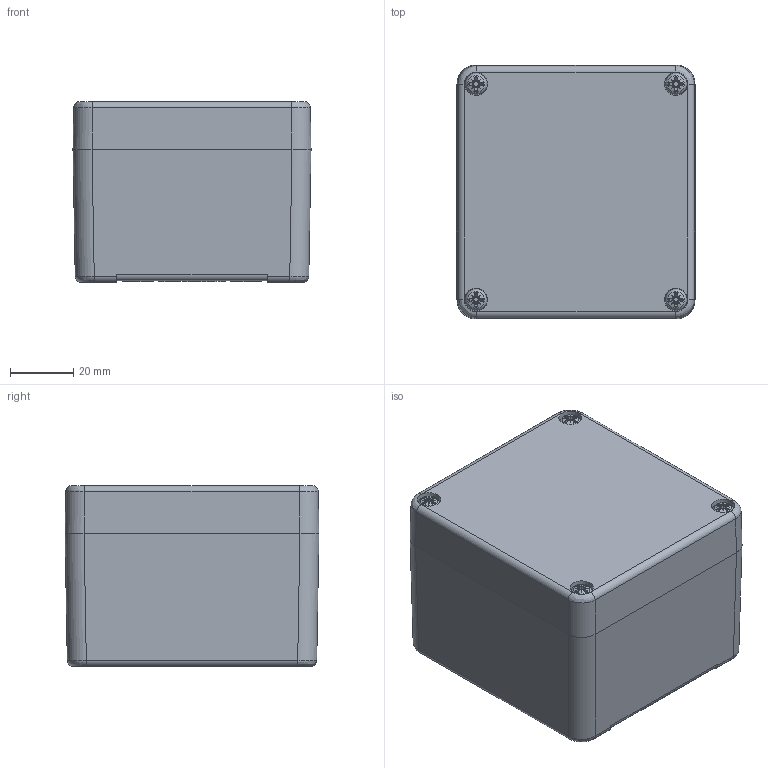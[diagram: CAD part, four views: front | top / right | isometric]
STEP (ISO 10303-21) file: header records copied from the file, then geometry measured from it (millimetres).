
FILE_DESCRIPTION((''),'2;1');
FILE_NAME('0101100900--MBA_708055_VE.stp','2014-11-11T13:11:42',('robin.rentz'),(''),'Autodesk Inventor 2012','Autodesk Inventor 2012','');
FILE_SCHEMA(('CONFIG_CONTROL_DESIGN'));
Length unit declared in the file: millimetre
Products named in the file (5): 0101100900--MBA_708055_VE; 0100100902--UT_708055_VE; 0100100901--OT_708055_VE; 1990000011 Schraube A2 BM4x20_11; xxx-O-Ring-MBA_708055
Assembly tree (7 placements, depth 2):
  0101100900--MBA_708055_VE
    0100100902--UT_708055_VE
    0100100901--OT_708055_VE
    1990000011 Schraube A2 BM4x20_11  x4
    xxx-O-Ring-MBA_708055
Bounding box: 75 x 80 x 57 mm (x, y, z)
Volume: 113563.5 mm3; surface area: 64427.9 mm2
Topology: 7 solids, 7 shells, 1230 faces, 3123 edges, 1982 vertices
Faces by surface type: plane 457, bspline 444, cylinder 149, torus 87, cone 83, sphere 10
Full cylindrical faces by diameter (mm): 3.242 x11, 3.3 x4, 4 x6, 4.3 x2, 4.5 x4, 6.5 x4, 6.8 x4, 7 x1, 7.2 x2, 7.3 x2, 8 x3
Entity records: 51781 total; most frequent: CARTESIAN_POINT 29606, ORIENTED_EDGE 5078, DIRECTION 3442, EDGE_CURVE 2539, VERTEX_POINT 1653, VECTOR 1274, LINE 1274, EDGE_LOOP 1186
